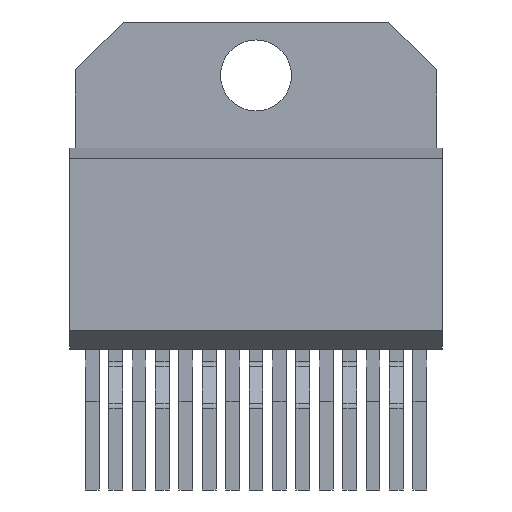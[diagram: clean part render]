
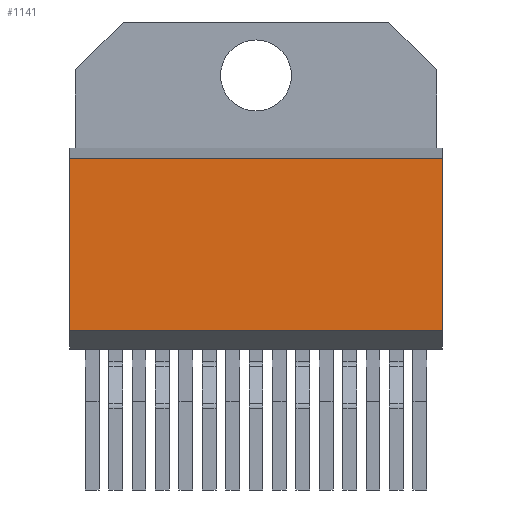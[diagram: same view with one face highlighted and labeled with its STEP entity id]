
A CAD part, front view. The second image highlights one B-rep face of the part: STEP entity #1141.
In plain terms, the highlighted planar face has unit normal (0, -1, 0).
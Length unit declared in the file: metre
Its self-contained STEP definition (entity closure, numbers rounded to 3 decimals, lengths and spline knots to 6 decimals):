
#713 = EDGE_CURVE( '', #2079, #2080, #2081, .T. );
#833 = EDGE_CURVE( '', #2079, #2297, #2298, .T. );
#1107 = EDGE_CURVE( '', #2080, #2665, #2734, .T. );
#1141 = ADVANCED_FACE( '', ( #2784 ), #2785, .F. );
#1535 = EDGE_CURVE( '', #2297, #2665, #3321, .T. );
#2079 = VERTEX_POINT( '', #3955 );
#2080 = VERTEX_POINT( '', #3956 );
#2081 = LINE( '', #3957, #3958 );
#2297 = VERTEX_POINT( '', #4254 );
#2298 = LINE( '', #4255, #4256 );
#2665 = VERTEX_POINT( '', #4762 );
#2734 = LINE( '', #4867, #4868 );
#2784 = FACE_OUTER_BOUND( '', #4940, .T. );
#2785 = PLANE( '', #4941 );
#3321 = LINE( '', #5745, #5746 );
#3955 = CARTESIAN_POINT( '', ( -0.0101, -0.002449, 0.004257 ) );
#3956 = CARTESIAN_POINT( '', ( 0.0101, -0.002449, 0.004257 ) );
#3957 = CARTESIAN_POINT( '', ( -0.0101, -0.002449, 0.004257 ) );
#3958 = VECTOR( '', #6730, 1. );
#4254 = CARTESIAN_POINT( '', ( -0.0101, -0.002449, 0.013612 ) );
#4255 = CARTESIAN_POINT( '', ( -0.0101, -0.002449, 0.013612 ) );
#4256 = VECTOR( '', #6930, 1. );
#4762 = CARTESIAN_POINT( '', ( 0.0101, -0.002449, 0.013612 ) );
#4867 = CARTESIAN_POINT( '', ( 0.0101, -0.002449, 0.013612 ) );
#4868 = VECTOR( '', #7443, 1. );
#4940 = EDGE_LOOP( '', ( #7499, #7500, #7501, #7502 ) );
#4941 = AXIS2_PLACEMENT_3D( '', #7503, #7504, #7505 );
#5745 = CARTESIAN_POINT( '', ( -0.0101, -0.002449, 0.013612 ) );
#5746 = VECTOR( '', #8169, 1. );
#6730 = DIRECTION( '', ( 1., 0., 0. ) );
#6930 = DIRECTION( '', ( 0., 0., 1. ) );
#7443 = DIRECTION( '', ( 0., 0., 1. ) );
#7499 = ORIENTED_EDGE( '', *, *, #1107, .T. );
#7500 = ORIENTED_EDGE( '', *, *, #1535, .F. );
#7501 = ORIENTED_EDGE( '', *, *, #833, .F. );
#7502 = ORIENTED_EDGE( '', *, *, #713, .T. );
#7503 = CARTESIAN_POINT( '', ( -0.0101, -0.002449, 0.013612 ) );
#7504 = DIRECTION( '', ( 0., 1., 0. ) );
#7505 = DIRECTION( '', ( 1., 0., 0. ) );
#8169 = DIRECTION( '', ( 1., 0., 0. ) );
